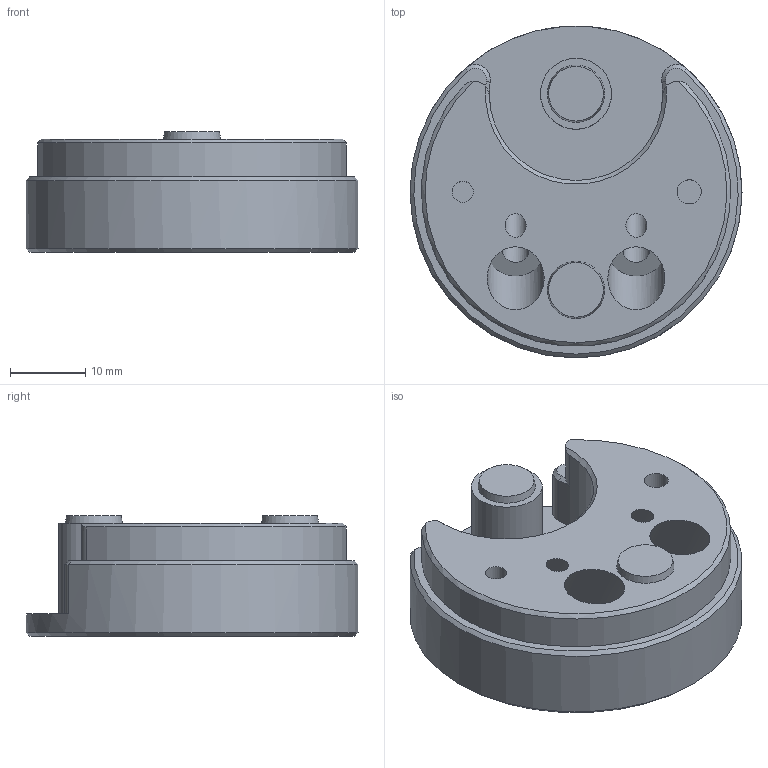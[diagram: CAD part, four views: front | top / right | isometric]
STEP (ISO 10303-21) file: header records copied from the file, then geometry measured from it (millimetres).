
FILE_DESCRIPTION(/* description */ (''),/* implementation_level */ '2;1');
FILE_NAME(/* name */ 'core.stp',/* time_stamp */ '2022-05-02T15:56:16+02:00',/* author */ ('ruben'),/* organization */ (''),/* preprocessor_version */ 'ST-DEVELOPER v18.1',/* originating_system */ 'Autodesk Inventor 2022',/* authorisation */ '');
FILE_SCHEMA (('AUTOMOTIVE_DESIGN { 1 0 10303 214 3 1 1 }'));
Length unit declared in the file: millimetre
Products named in the file (1): core
Bounding box: 44 x 44 x 16 mm (x, y, z)
Volume: 16622.6 mm3; surface area: 6595.1 mm2
Topology: 1 solids, 1 shells, 47 faces, 92 edges, 60 vertices
Faces by surface type: cylinder 18, plane 17, cone 12
Full cylindrical faces by diameter (mm): 2.8 x5, 3.2 x1, 3.5 x2, 7.55 x2, 9.4 x1, 44 x1
Entity records: 1310 total; most frequent: CARTESIAN_POINT 242, DIRECTION 239, ORIENTED_EDGE 184, AXIS2_PLACEMENT_3D 105, EDGE_CURVE 92, EDGE_LOOP 64, VERTEX_POINT 60, CIRCLE 51
